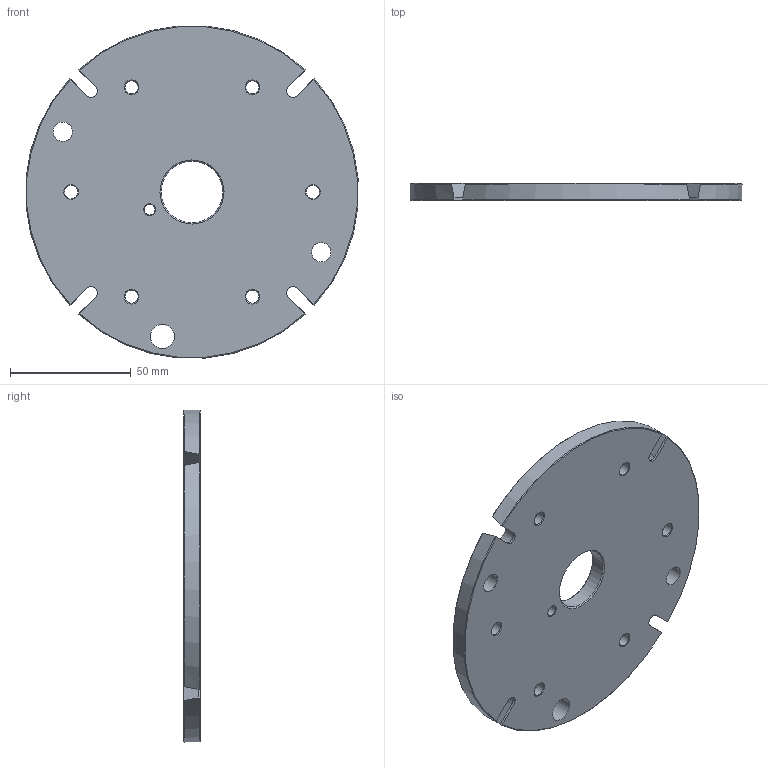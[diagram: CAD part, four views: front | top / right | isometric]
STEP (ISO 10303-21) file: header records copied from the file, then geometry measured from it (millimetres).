
FILE_DESCRIPTION (( 'STEP AP214' ), '1' );
FILE_NAME ('STARK_804 282_B.STEP', '2021-05-20T08:51:08', ( '' ), ( '' ), 'SwSTEP 2.0', 'SolidWorks 2019', '' );
FILE_SCHEMA (( 'AUTOMOTIVE_DESIGN' ));
Length unit declared in the file: millimetre
Products named in the file (1): STARK_804 282_B
Bounding box: 137.35 x 7 x 137.35 mm (x, y, z)
Volume: 95478.9 mm3; surface area: 32795.6 mm2
Topology: 1 solids, 1 shells, 69 faces, 173 edges, 106 vertices
Faces by surface type: cone 32, cylinder 19, plane 18
Full cylindrical faces by diameter (mm): 4.5 x1, 5.5 x6, 8 x2, 10 x1, 25.5 x1
Entity records: 1992 total; most frequent: CARTESIAN_POINT 390, DIRECTION 328, ORIENTED_EDGE 284, EDGE_CURVE 142, AXIS2_PLACEMENT_3D 140, EDGE_LOOP 122, VERTEX_POINT 106, FACE_OUTER_BOUND 80
